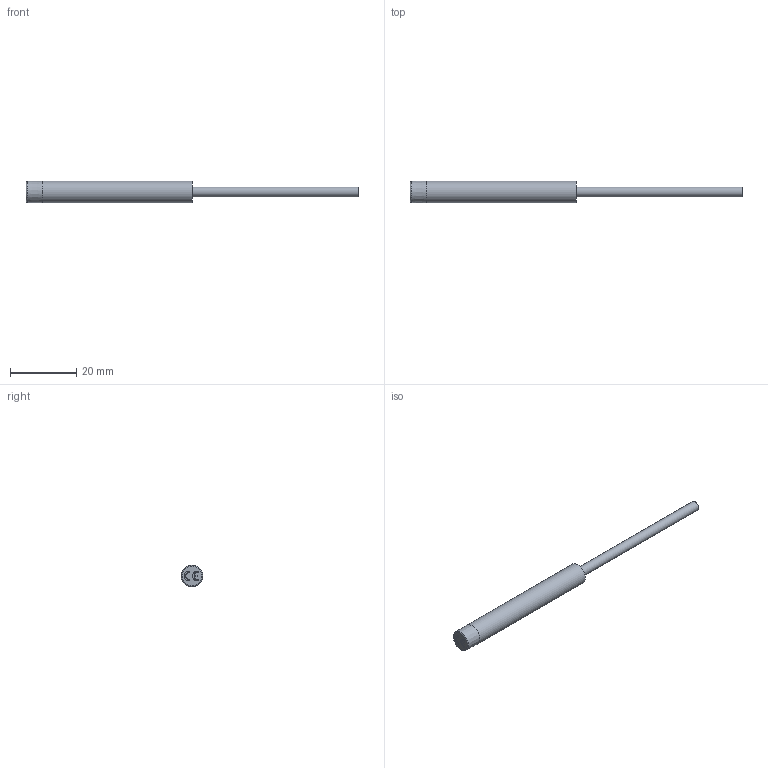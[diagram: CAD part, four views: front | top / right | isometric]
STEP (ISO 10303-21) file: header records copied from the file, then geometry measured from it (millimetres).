
FILE_DESCRIPTION(/* description */ (''),/* implementation_level */ '2;1');
FILE_NAME(/* name */ 'KJ4_G6,5EN35.stp',/* time_stamp */ '2026-01-07T12:28:23+01:00',/* author */ ('L43FV9'),/* organization */ (''),/* preprocessor_version */ 'ST-DEVELOPER v20.1',/* originating_system */ 'Autodesk Inventor 2026',/* authorisation */ '');
FILE_SCHEMA (('AUTOMOTIVE_DESIGN { 1 0 10303 214 3 1 1 }'));
Length unit declared in the file: millimetre
Products named in the file (1): KJ4_G6,5EN35_Vereinfachen_1
Bounding box: 100.02 x 6.55 x 6.55 mm (x, y, z)
Volume: 1999.4 mm3; surface area: 1547.8 mm2
Topology: 1 solids, 1 shells, 22 faces, 48 edges, 32 vertices
Faces by surface type: plane 13, cylinder 7, torus 1, cone 1
Full cylindrical faces by diameter (mm): 2.95 x1, 6.5 x1
Entity records: 703 total; most frequent: DIRECTION 113, CARTESIAN_POINT 103, ORIENTED_EDGE 96, EDGE_CURVE 48, AXIS2_PLACEMENT_3D 42, VERTEX_POINT 32, LINE 29, VECTOR 29
